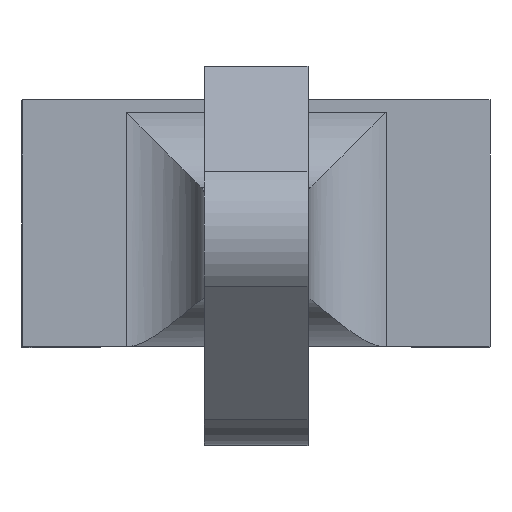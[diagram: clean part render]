
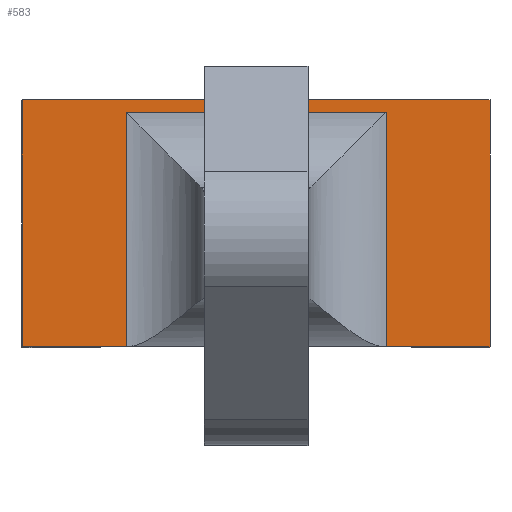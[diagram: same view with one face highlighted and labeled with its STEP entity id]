
A CAD part, top view. The second image highlights one B-rep face of the part: STEP entity #583.
In plain terms, the highlighted planar face has unit normal (0, 0, 1).
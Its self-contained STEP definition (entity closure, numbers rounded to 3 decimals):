
#28=PLANE('',#651);
#54=FACE_OUTER_BOUND('',#85,.T.);
#85=EDGE_LOOP('',(#442,#443,#444,#445,#446,#447,#448,#449));
#132=LINE('',#955,#193);
#133=LINE('',#957,#194);
#134=LINE('',#959,#195);
#135=LINE('',#961,#196);
#136=LINE('',#963,#197);
#137=LINE('',#964,#198);
#138=LINE('',#966,#199);
#139=LINE('',#967,#200);
#193=VECTOR('',#754,10.);
#194=VECTOR('',#755,10.);
#195=VECTOR('',#756,10.);
#196=VECTOR('',#757,10.);
#197=VECTOR('',#758,10.);
#198=VECTOR('',#759,10.);
#199=VECTOR('',#760,10.);
#200=VECTOR('',#761,10.);
#277=VERTEX_POINT('',#922);
#278=VERTEX_POINT('',#937);
#279=VERTEX_POINT('',#954);
#280=VERTEX_POINT('',#956);
#281=VERTEX_POINT('',#958);
#282=VERTEX_POINT('',#960);
#283=VERTEX_POINT('',#962);
#284=VERTEX_POINT('',#965);
#344=EDGE_CURVE('',#278,#279,#132,.T.);
#345=EDGE_CURVE('',#280,#278,#133,.T.);
#346=EDGE_CURVE('',#280,#281,#134,.T.);
#347=EDGE_CURVE('',#282,#281,#135,.T.);
#348=EDGE_CURVE('',#283,#282,#136,.T.);
#349=EDGE_CURVE('',#277,#283,#137,.T.);
#350=EDGE_CURVE('',#284,#277,#138,.T.);
#351=EDGE_CURVE('',#279,#284,#139,.T.);
#442=ORIENTED_EDGE('',*,*,#344,.F.);
#443=ORIENTED_EDGE('',*,*,#345,.F.);
#444=ORIENTED_EDGE('',*,*,#346,.T.);
#445=ORIENTED_EDGE('',*,*,#347,.F.);
#446=ORIENTED_EDGE('',*,*,#348,.F.);
#447=ORIENTED_EDGE('',*,*,#349,.F.);
#448=ORIENTED_EDGE('',*,*,#350,.F.);
#449=ORIENTED_EDGE('',*,*,#351,.F.);
#583=ADVANCED_FACE('',(#54),#28,.T.);
#651=AXIS2_PLACEMENT_3D('',#953,#752,#753);
#752=DIRECTION('center_axis',(0.,0.,1.));
#753=DIRECTION('ref_axis',(1.,0.,0.));
#754=DIRECTION('',(0.,1.,0.));
#755=DIRECTION('',(-1.,0.,0.));
#756=DIRECTION('',(0.,1.,0.));
#757=DIRECTION('',(1.,0.,0.));
#758=DIRECTION('',(0.,1.,0.));
#759=DIRECTION('',(-1.,0.,0.));
#760=DIRECTION('',(0.,-1.,0.));
#761=DIRECTION('',(-1.,0.,0.));
#922=CARTESIAN_POINT('',(-5.,-4.75,6.));
#937=CARTESIAN_POINT('',(5.,-4.75,6.));
#953=CARTESIAN_POINT('Origin',(-9.,0.,6.));
#954=CARTESIAN_POINT('',(5.,4.275,6.));
#955=CARTESIAN_POINT('',(5.,-0.75,6.));
#956=CARTESIAN_POINT('',(9.,-4.75,6.));
#957=CARTESIAN_POINT('',(-9.,-4.75,6.));
#958=CARTESIAN_POINT('',(9.,4.75,6.));
#959=CARTESIAN_POINT('',(9.,0.,6.));
#960=CARTESIAN_POINT('',(-9.,4.75,6.));
#961=CARTESIAN_POINT('',(-9.,4.75,6.));
#962=CARTESIAN_POINT('',(-9.,-4.75,6.));
#963=CARTESIAN_POINT('',(-9.,0.,6.));
#964=CARTESIAN_POINT('',(-9.,-4.75,6.));
#965=CARTESIAN_POINT('',(-5.,4.275,6.));
#966=CARTESIAN_POINT('',(-5.,-0.75,6.));
#967=CARTESIAN_POINT('',(-4.5,4.275,6.));
